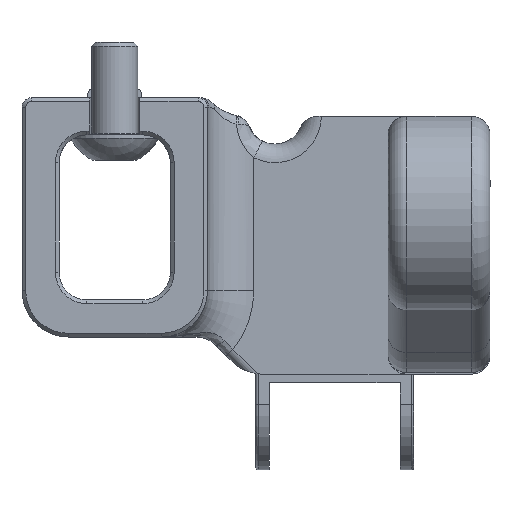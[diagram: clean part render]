
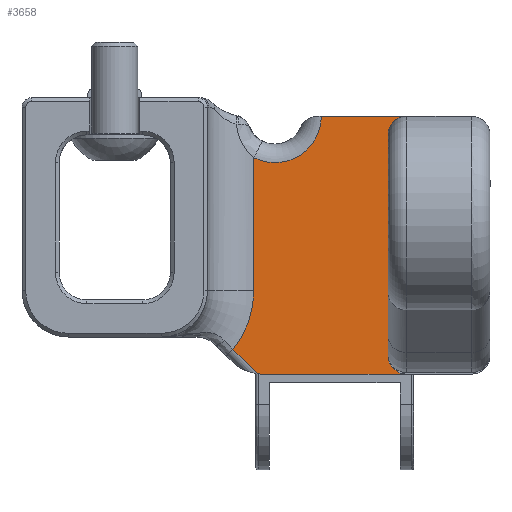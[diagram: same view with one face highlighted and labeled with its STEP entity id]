
A CAD part, front view. The second image highlights one B-rep face of the part: STEP entity #3658.
In plain terms, the highlighted planar face has unit normal (0, -1, 0).
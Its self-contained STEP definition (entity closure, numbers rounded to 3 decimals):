
#334=LINE('',#5589,#637);
#351=LINE('',#6049,#654);
#388=LINE('',#6235,#691);
#389=LINE('',#6239,#692);
#390=LINE('',#6243,#693);
#391=LINE('',#6246,#694);
#637=VECTOR('',#4552,10.);
#654=VECTOR('',#4613,10.);
#691=VECTOR('',#4746,10.);
#692=VECTOR('',#4749,5.);
#693=VECTOR('',#4752,10.);
#694=VECTOR('',#4755,10.);
#958=FACE_OUTER_BOUND('',#1193,.T.);
#1193=EDGE_LOOP('',(#2866,#2867,#2868,#2869,#2870,#2871,#2872,#2873,#2874,
#2875,#2876));
#1403=CIRCLE('',#3987,2.);
#1413=CIRCLE('',#4004,2.);
#1420=CIRCLE('',#4021,5.);
#1421=CIRCLE('',#4022,10.);
#1422=CIRCLE('',#4023,5.);
#1587=VERTEX_POINT('',#5587);
#1588=VERTEX_POINT('',#5588);
#1621=VERTEX_POINT('',#6047);
#1622=VERTEX_POINT('',#6048);
#1644=VERTEX_POINT('',#6138);
#1659=VERTEX_POINT('',#6234);
#1660=VERTEX_POINT('',#6236);
#1661=VERTEX_POINT('',#6238);
#1662=VERTEX_POINT('',#6240);
#1663=VERTEX_POINT('',#6242);
#1664=VERTEX_POINT('',#6244);
#1978=EDGE_CURVE('',#1587,#1588,#334,.T.);
#2021=EDGE_CURVE('',#1621,#1622,#351,.T.);
#2051=EDGE_CURVE('',#1622,#1644,#1403,.T.);
#2071=EDGE_CURVE('',#1588,#1621,#1413,.T.);
#2086=EDGE_CURVE('',#1659,#1644,#388,.F.);
#2087=EDGE_CURVE('',#1660,#1659,#1420,.T.);
#2088=EDGE_CURVE('',#1660,#1661,#389,.T.);
#2089=EDGE_CURVE('',#1661,#1662,#1421,.T.);
#2090=EDGE_CURVE('',#1662,#1663,#390,.T.);
#2091=EDGE_CURVE('',#1664,#1663,#1422,.T.);
#2092=EDGE_CURVE('',#1664,#1587,#391,.T.);
#2866=ORIENTED_EDGE('',*,*,#1978,.T.);
#2867=ORIENTED_EDGE('',*,*,#2071,.T.);
#2868=ORIENTED_EDGE('',*,*,#2021,.T.);
#2869=ORIENTED_EDGE('',*,*,#2051,.T.);
#2870=ORIENTED_EDGE('',*,*,#2086,.F.);
#2871=ORIENTED_EDGE('',*,*,#2087,.F.);
#2872=ORIENTED_EDGE('',*,*,#2088,.T.);
#2873=ORIENTED_EDGE('',*,*,#2089,.T.);
#2874=ORIENTED_EDGE('',*,*,#2090,.T.);
#2875=ORIENTED_EDGE('',*,*,#2091,.F.);
#2876=ORIENTED_EDGE('',*,*,#2092,.T.);
#3511=PLANE('',#4020);
#3658=ADVANCED_FACE('',(#958),#3511,.T.);
#3987=AXIS2_PLACEMENT_3D('',#6139,#4661,#4662);
#4004=AXIS2_PLACEMENT_3D('',#6185,#4705,#4706);
#4020=AXIS2_PLACEMENT_3D('',#6233,#4744,#4745);
#4021=AXIS2_PLACEMENT_3D('',#6237,#4747,#4748);
#4022=AXIS2_PLACEMENT_3D('',#6241,#4750,#4751);
#4023=AXIS2_PLACEMENT_3D('',#6245,#4753,#4754);
#4552=DIRECTION('',(-1.,0.,0.));
#4613=DIRECTION('',(0.,0.,1.));
#4661=DIRECTION('center_axis',(0.,1.,0.));
#4662=DIRECTION('ref_axis',(-0.707,0.,0.707));
#4705=DIRECTION('center_axis',(0.,1.,0.));
#4706=DIRECTION('ref_axis',(-0.707,0.,-0.707));
#4744=DIRECTION('center_axis',(0.,-1.,0.));
#4745=DIRECTION('ref_axis',(0.,0.,
1.));
#4746=DIRECTION('',(-1.,0.,0.));
#4747=DIRECTION('center_axis',(0.,-1.,0.));
#4748=DIRECTION('ref_axis',(0.348,0.,-0.938));
#4749=DIRECTION('',(0.,0.,-1.));
#4750=DIRECTION('center_axis',(0.,1.,0.));
#4751=DIRECTION('ref_axis',(0.707,0.,-0.707));
#4752=DIRECTION('',(0.707,0.,-0.707));
#4753=DIRECTION('center_axis',(0.,1.,0.));
#4754=DIRECTION('ref_axis',(-0.383,0.,-0.924));
#4755=DIRECTION('',(1.,0.,0.));
#5587=CARTESIAN_POINT('',(21.75,53.571,20.906));
#5588=CARTESIAN_POINT('',(19.002,53.571,20.906));
#5589=CARTESIAN_POINT('',(23.145,53.571,20.906));
#6047=CARTESIAN_POINT('',(17.002,53.571,22.906));
#6048=CARTESIAN_POINT('',(17.002,53.571,46.706));
#6049=CARTESIAN_POINT('',(17.002,53.571,28.969));
#6138=CARTESIAN_POINT('',(18.97,53.571,48.706));
#6139=CARTESIAN_POINT('Origin',(19.002,53.571,46.706));
#6185=CARTESIAN_POINT('Origin',(19.002,53.571,22.906));
#6233=CARTESIAN_POINT('Origin',(19.3,53.571,23.306));
#6234=CARTESIAN_POINT('',(9.805,53.571,48.706));
#6235=CARTESIAN_POINT('',(13.408,53.571,48.706));
#6236=CARTESIAN_POINT('',(2.53,53.571,44.254));
#6237=CARTESIAN_POINT('Origin',(4.805,53.571,48.706));
#6238=CARTESIAN_POINT('',(2.53,53.571,29.906));
#6239=CARTESIAN_POINT('',(2.53,53.571,37.006));
#6240=CARTESIAN_POINT('',(0.272,53.571,23.577));
#6241=CARTESIAN_POINT('Origin',(-7.47,53.571,29.906));
#6242=CARTESIAN_POINT('',(2.894,53.571,20.956));
#6243=CARTESIAN_POINT('',(5.08,53.571,18.77));
#6244=CARTESIAN_POINT('',(3.601,53.571,20.906));
#6245=CARTESIAN_POINT('Origin',(3.601,53.571,25.906));
#6246=CARTESIAN_POINT('',(13.408,53.571,20.906));
